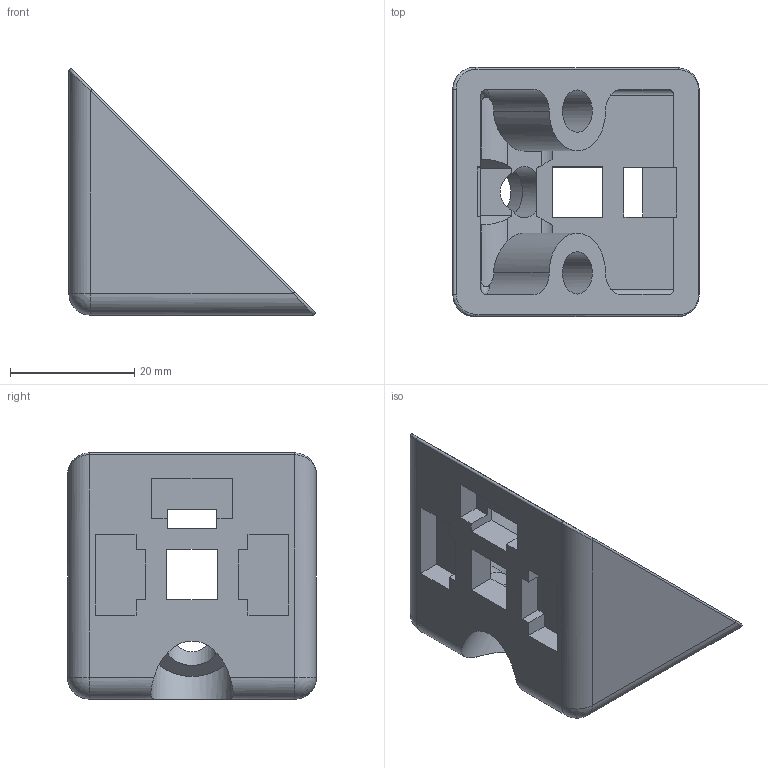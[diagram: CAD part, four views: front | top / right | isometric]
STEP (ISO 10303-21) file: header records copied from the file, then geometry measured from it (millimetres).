
FILE_DESCRIPTION((''),'2;1');
FILE_NAME('SZ0971N_A.stp','2013-08-28T08:00:07',('janine behrens'),(''),'Autodesk Inventor 2012','Autodesk Inventor 2012','');
FILE_SCHEMA(('AUTOMOTIVE_DESIGN { 1 0 10303 214 1 1 1 1 }'));
Length unit declared in the file: millimetre
Products named in the file (1): SZ0971N_A
Bounding box: 39.58 x 40 x 39.58 mm (x, y, z)
Volume: 15446.5 mm3; surface area: 10238.8 mm2
Topology: 1 solids, 1 shells, 134 faces, 375 edges, 246 vertices
Faces by surface type: plane 96, cylinder 28, bspline 8, sphere 2
Full cylindrical faces by diameter (mm): 6.8 x2, 8.2 x1, 13.2 x1
Entity records: 4675 total; most frequent: CARTESIAN_POINT 1220, ORIENTED_EDGE 734, DIRECTION 668, EDGE_CURVE 367, VECTOR 280, LINE 280, VERTEX_POINT 243, AXIS2_PLACEMENT_3D 194
